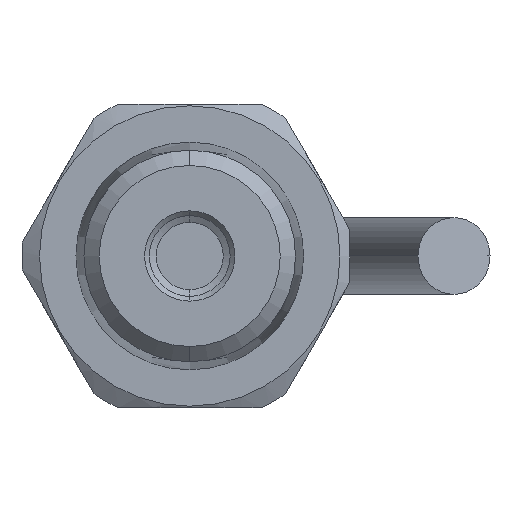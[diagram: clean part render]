
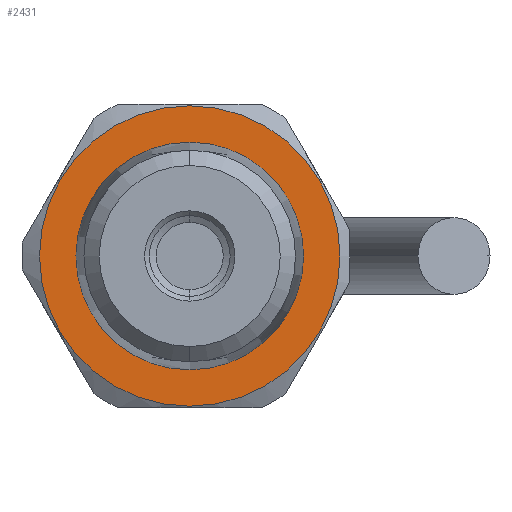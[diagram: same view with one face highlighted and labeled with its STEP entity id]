
A CAD part, front view. The second image highlights one B-rep face of the part: STEP entity #2431.
In plain terms, the highlighted planar face has unit normal (0, -1, 0).
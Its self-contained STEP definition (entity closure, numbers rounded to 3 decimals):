
#144 = DIRECTION ( 'NONE',  ( 0., -1., 0. ) ) ;
#163 = VERTEX_POINT ( 'NONE', #2785 ) ;
#182 = EDGE_CURVE ( 'NONE', #2124, #163, #1909, .T. ) ;
#184 = DIRECTION ( 'NONE',  ( 0., 0., -1. ) ) ;
#411 = DIRECTION ( 'NONE',  ( 0., -1., 0. ) ) ;
#454 = DIRECTION ( 'NONE',  ( 0., -1., 0. ) ) ;
#528 = DIRECTION ( 'NONE',  ( 0., -1., 0. ) ) ;
#563 = AXIS2_PLACEMENT_3D ( 'NONE', #992, #528, #2759 ) ;
#580 = ORIENTED_EDGE ( 'NONE', *, *, #182, .F. ) ;
#654 = CIRCLE ( 'NONE', #563, 9.4 ) ;
#740 = DIRECTION ( 'NONE',  ( 0., 0., -1. ) ) ;
#811 = EDGE_LOOP ( 'NONE', ( #1005, #1081 ) ) ;
#812 = EDGE_LOOP ( 'NONE', ( #580, #2730 ) ) ;
#899 = CARTESIAN_POINT ( 'NONE',  ( 0., 17., 7.122 ) ) ;
#948 = CIRCLE ( 'NONE', #1266, 9.4 ) ;
#974 = EDGE_CURVE ( 'NONE', #163, #2124, #2755, .T. ) ;
#992 = CARTESIAN_POINT ( 'NONE',  ( 0., 17., 0. ) ) ;
#1005 = ORIENTED_EDGE ( 'NONE', *, *, #2259, .T. ) ;
#1075 = DIRECTION ( 'NONE',  ( 0., 0., -1. ) ) ;
#1081 = ORIENTED_EDGE ( 'NONE', *, *, #1628, .T. ) ;
#1266 = AXIS2_PLACEMENT_3D ( 'NONE', #2221, #454, #2214 ) ;
#1316 = CARTESIAN_POINT ( 'NONE',  ( 0., 17., 9.4 ) ) ;
#1363 = AXIS2_PLACEMENT_3D ( 'NONE', #2314, #2107, #740 ) ;
#1533 = CARTESIAN_POINT ( 'NONE',  ( 9.4, 17., 0. ) ) ;
#1551 = VERTEX_POINT ( 'NONE', #2587 ) ;
#1628 = EDGE_CURVE ( 'NONE', #1551, #1646, #948, .T. ) ;
#1646 = VERTEX_POINT ( 'NONE', #1316 ) ;
#1890 = FACE_OUTER_BOUND ( 'NONE', #811, .T. ) ;
#1909 = CIRCLE ( 'NONE', #1363, 7.122 ) ;
#1948 = CARTESIAN_POINT ( 'NONE',  ( 0., 17., 0. ) ) ;
#2107 = DIRECTION ( 'NONE',  ( 0., -1., 0. ) ) ;
#2124 = VERTEX_POINT ( 'NONE', #899 ) ;
#2214 = DIRECTION ( 'NONE',  ( 0., 0., -1. ) ) ;
#2221 = CARTESIAN_POINT ( 'NONE',  ( 0., 17., 0. ) ) ;
#2259 = EDGE_CURVE ( 'NONE', #1646, #1551, #654, .T. ) ;
#2314 = CARTESIAN_POINT ( 'NONE',  ( 0., 17., 0. ) ) ;
#2372 = FACE_BOUND ( 'NONE', #812, .T. ) ;
#2400 = AXIS2_PLACEMENT_3D ( 'NONE', #1533, #411, #184 ) ;
#2431 = ADVANCED_FACE ( 'NONE', ( #1890, #2372 ), #2645, .T. ) ;
#2537 = AXIS2_PLACEMENT_3D ( 'NONE', #1948, #144, #1075 ) ;
#2587 = CARTESIAN_POINT ( 'NONE',  ( 0., 17., -9.4 ) ) ;
#2645 = PLANE ( 'NONE',  #2400 ) ;
#2730 = ORIENTED_EDGE ( 'NONE', *, *, #974, .F. ) ;
#2755 = CIRCLE ( 'NONE', #2537, 7.122 ) ;
#2759 = DIRECTION ( 'NONE',  ( 0., 0., -1. ) ) ;
#2785 = CARTESIAN_POINT ( 'NONE',  ( 0., 17., -7.122 ) ) ;
